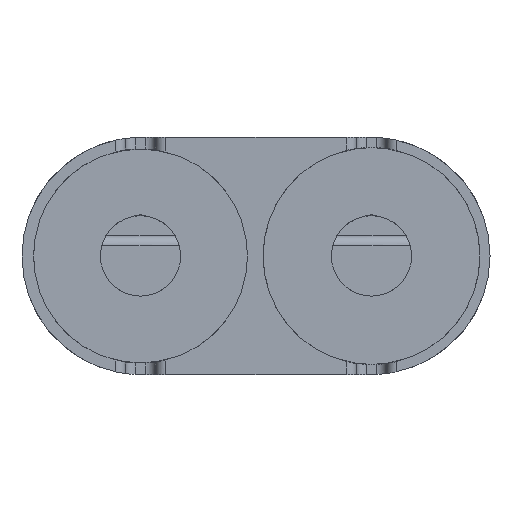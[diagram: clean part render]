
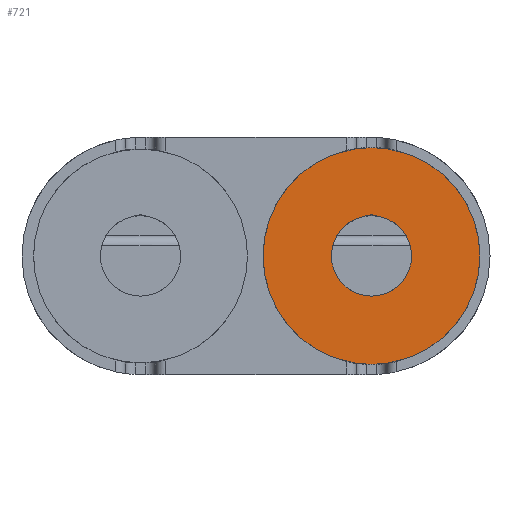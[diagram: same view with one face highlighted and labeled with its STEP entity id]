
A CAD part, front view. The second image highlights one B-rep face of the part: STEP entity #721.
In plain terms, the highlighted planar face has unit normal (0, -1, 0).
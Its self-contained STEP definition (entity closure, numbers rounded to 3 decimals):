
#46 = CIRCLE ( 'NONE', #3382, 10.8 ) ;
#51 = AXIS2_PLACEMENT_3D ( 'NONE', #83, #1617, #2400 ) ;
#63 = CARTESIAN_POINT ( 'NONE',  ( 22.407, 10., 3.967 ) ) ;
#83 = CARTESIAN_POINT ( 'NONE',  ( 23., 10., 0. ) ) ;
#182 = ORIENTED_EDGE ( 'NONE', *, *, #1415, .T. ) ;
#220 = EDGE_CURVE ( 'NONE', #1796, #260, #46, .T. ) ;
#260 = VERTEX_POINT ( 'NONE', #1225 ) ;
#278 = EDGE_LOOP ( 'NONE', ( #3369, #426 ) ) ;
#337 = PLANE ( 'NONE',  #465 ) ;
#426 = ORIENTED_EDGE ( 'NONE', *, *, #2967, .F. ) ;
#463 = DIRECTION ( 'NONE',  ( 0., 1., 0. ) ) ;
#465 = AXIS2_PLACEMENT_3D ( 'NONE', #2064, #463, #3351 ) ;
#538 = DIRECTION ( 'NONE',  ( 0., 1., 0. ) ) ;
#596 = CARTESIAN_POINT ( 'NONE',  ( 23.735, 10., 3.935 ) ) ;
#721 = ADVANCED_FACE ( 'NONE', ( #1984, #3031 ), #337, .F. ) ;
#826 = CARTESIAN_POINT ( 'NONE',  ( 22.116, 10., 3.901 ) ) ;
#857 = CARTESIAN_POINT ( 'NONE',  ( 23.368, 10., 4.048 ) ) ;
#1013 = CARTESIAN_POINT ( 'NONE',  ( 23., 10., 0. ) ) ;
#1102 = CARTESIAN_POINT ( 'NONE',  ( 22.685, 10., 4.097 ) ) ;
#1116 = CARTESIAN_POINT ( 'NONE',  ( 23.143, 10., 4.093 ) ) ;
#1157 = DIRECTION ( 'NONE',  ( 0., 1., 0. ) ) ;
#1225 = CARTESIAN_POINT ( 'NONE',  ( 23., 10., 10.8 ) ) ;
#1242 = DIRECTION ( 'NONE',  ( 0., 1., 0. ) ) ;
#1258 = DIRECTION ( 'NONE',  ( 0., 0., 1. ) ) ;
#1353 = CIRCLE ( 'NONE', #51, 10.8 ) ;
#1372 = CARTESIAN_POINT ( 'NONE',  ( 23.065, 10., 4.101 ) ) ;
#1415 = EDGE_CURVE ( 'NONE', #3053, #1940, #1461, .T. ) ;
#1461 = CIRCLE ( 'NONE', #2327, 4. ) ;
#1617 = DIRECTION ( 'NONE',  ( 0., 1., 0. ) ) ;
#1662 = DIRECTION ( 'NONE',  ( 0., 0., 1. ) ) ;
#1796 = VERTEX_POINT ( 'NONE', #2270 ) ;
#1910 = CARTESIAN_POINT ( 'NONE',  ( 23.59, 10., 3.985 ) ) ;
#1940 = VERTEX_POINT ( 'NONE', #2330 ) ;
#1984 = FACE_BOUND ( 'NONE', #2420, .T. ) ;
#2064 = CARTESIAN_POINT ( 'NONE',  ( 23., 10., 0. ) ) ;
#2183 = EDGE_CURVE ( 'NONE', #1940, #2562, #2233, .T. ) ;
#2233 = B_SPLINE_CURVE_WITH_KNOTS ( 'NONE', 3,
 ( #826, #63, #1102, #1372, #1116, #3213, #857, #1910, #596, #2466 ),
 .UNSPECIFIED., .F., .F.,
 ( 4, 2, 2, 2, 4 ),
 ( 0., 0.001, 0.001, 0.001, 0.002 ),
 .UNSPECIFIED. ) ;
#2258 = CARTESIAN_POINT ( 'NONE',  ( 23., 10., 0. ) ) ;
#2270 = CARTESIAN_POINT ( 'NONE',  ( 23., 10., -10.8 ) ) ;
#2327 = AXIS2_PLACEMENT_3D ( 'NONE', #2258, #1157, #1662 ) ;
#2330 = CARTESIAN_POINT ( 'NONE',  ( 22.116, 10., 3.901 ) ) ;
#2400 = DIRECTION ( 'NONE',  ( 0., 0., 1. ) ) ;
#2420 = EDGE_LOOP ( 'NONE', ( #2683, #182, #2510 ) ) ;
#2466 = CARTESIAN_POINT ( 'NONE',  ( 23.884, 10., 3.901 ) ) ;
#2510 = ORIENTED_EDGE ( 'NONE', *, *, #2183, .T. ) ;
#2517 = CARTESIAN_POINT ( 'NONE',  ( 23., 10., -4. ) ) ;
#2562 = VERTEX_POINT ( 'NONE', #3204 ) ;
#2600 = CIRCLE ( 'NONE', #2822, 4. ) ;
#2683 = ORIENTED_EDGE ( 'NONE', *, *, #2894, .T. ) ;
#2822 = AXIS2_PLACEMENT_3D ( 'NONE', #2864, #538, #3147 ) ;
#2864 = CARTESIAN_POINT ( 'NONE',  ( 23., 10., 0. ) ) ;
#2894 = EDGE_CURVE ( 'NONE', #2562, #3053, #2600, .T. ) ;
#2967 = EDGE_CURVE ( 'NONE', #260, #1796, #1353, .T. ) ;
#3031 = FACE_OUTER_BOUND ( 'NONE', #278, .T. ) ;
#3053 = VERTEX_POINT ( 'NONE', #2517 ) ;
#3147 = DIRECTION ( 'NONE',  ( 0., 0., 1. ) ) ;
#3204 = CARTESIAN_POINT ( 'NONE',  ( 23.884, 10., 3.901 ) ) ;
#3213 = CARTESIAN_POINT ( 'NONE',  ( 23.294, 10., 4.067 ) ) ;
#3351 = DIRECTION ( 'NONE',  ( 0., 0., 1. ) ) ;
#3369 = ORIENTED_EDGE ( 'NONE', *, *, #220, .F. ) ;
#3382 = AXIS2_PLACEMENT_3D ( 'NONE', #1013, #1242, #1258 ) ;
